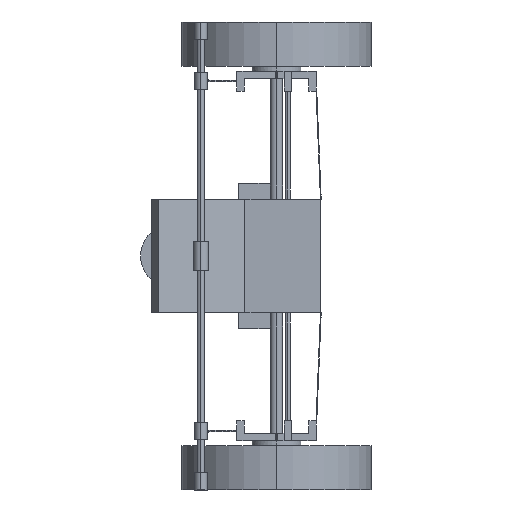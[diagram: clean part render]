
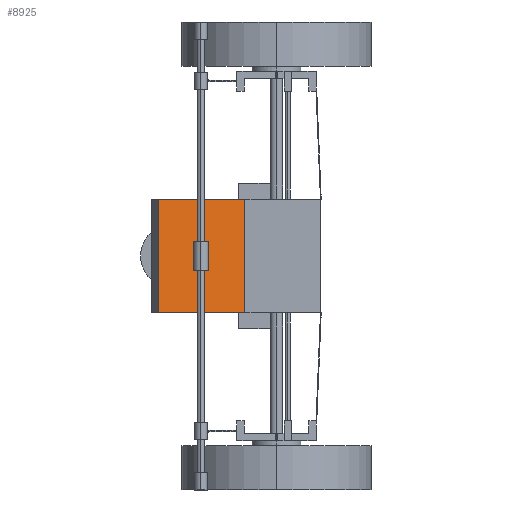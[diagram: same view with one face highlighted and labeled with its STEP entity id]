
A CAD part, left-side view. The second image highlights one B-rep face of the part: STEP entity #8925.
In plain terms, the highlighted planar face has unit normal (-0.866, -0.5, 0).
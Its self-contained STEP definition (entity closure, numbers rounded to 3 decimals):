
#712 = ORIENTED_EDGE ( 'NONE', *, *, #6412, .F. ) ;
#1013 = PLANE ( 'NONE',  #4594 ) ;
#1196 = VECTOR ( 'NONE', #3121, 1000. ) ;
#1236 = CARTESIAN_POINT ( 'NONE',  ( -1902.2, 854.41, 228.6 ) ) ;
#1715 = VERTEX_POINT ( 'NONE', #5182 ) ;
#2358 = EDGE_CURVE ( 'NONE', #3230, #1715, #8093, .T. ) ;
#2645 = CARTESIAN_POINT ( 'NONE',  ( -1902.2, 854.41, -228.6 ) ) ;
#2761 = CARTESIAN_POINT ( 'NONE',  ( -1702.2, 508., -228.6 ) ) ;
#3036 = VERTEX_POINT ( 'NONE', #4406 ) ;
#3121 = DIRECTION ( 'NONE',  ( 0., 0., 1. ) ) ;
#3137 = CARTESIAN_POINT ( 'NONE',  ( -1902.2, 854.41, 228.6 ) ) ;
#3230 = VERTEX_POINT ( 'NONE', #2761 ) ;
#3352 = CARTESIAN_POINT ( 'NONE',  ( -1902.2, 854.41, -681.556 ) ) ;
#3573 = LINE ( 'NONE', #2645, #7291 ) ;
#4260 = EDGE_CURVE ( 'NONE', #3036, #3230, #3573, .T. ) ;
#4406 = CARTESIAN_POINT ( 'NONE',  ( -1902.2, 854.41, -228.6 ) ) ;
#4524 = DIRECTION ( 'NONE',  ( 0.5, -0.866, 0. ) ) ;
#4594 = AXIS2_PLACEMENT_3D ( 'NONE', #9894, #11159, #7572 ) ;
#5182 = CARTESIAN_POINT ( 'NONE',  ( -1702.2, 508., 228.6 ) ) ;
#6412 = EDGE_CURVE ( 'NONE', #3036, #8873, #8493, .T. ) ;
#6910 = LINE ( 'NONE', #3137, #10237 ) ;
#6972 = VECTOR ( 'NONE', #9045, 1000. ) ;
#7291 = VECTOR ( 'NONE', #4524, 1000. ) ;
#7471 = EDGE_LOOP ( 'NONE', ( #712, #9599, #7691, #9598 ) ) ;
#7572 = DIRECTION ( 'NONE',  ( 0.5, -0.866, 0. ) ) ;
#7691 = ORIENTED_EDGE ( 'NONE', *, *, #2358, .T. ) ;
#8093 = LINE ( 'NONE', #10743, #6972 ) ;
#8493 = LINE ( 'NONE', #3352, #1196 ) ;
#8873 = VERTEX_POINT ( 'NONE', #1236 ) ;
#8925 = ADVANCED_FACE ( 'NONE', ( #9070 ), #1013, .T. ) ;
#9045 = DIRECTION ( 'NONE',  ( 0., 0., 1. ) ) ;
#9070 = FACE_OUTER_BOUND ( 'NONE', #7471, .T. ) ;
#9454 = EDGE_CURVE ( 'NONE', #8873, #1715, #6910, .T. ) ;
#9598 = ORIENTED_EDGE ( 'NONE', *, *, #9454, .F. ) ;
#9599 = ORIENTED_EDGE ( 'NONE', *, *, #4260, .T. ) ;
#9894 = CARTESIAN_POINT ( 'NONE',  ( -1902.2, 854.41, -681.556 ) ) ;
#10237 = VECTOR ( 'NONE', #10498, 1000. ) ;
#10498 = DIRECTION ( 'NONE',  ( 0.5, -0.866, 0. ) ) ;
#10743 = CARTESIAN_POINT ( 'NONE',  ( -1702.2, 508., -681.556 ) ) ;
#11159 = DIRECTION ( 'NONE',  ( -0.866, -0.5, 0. ) ) ;
